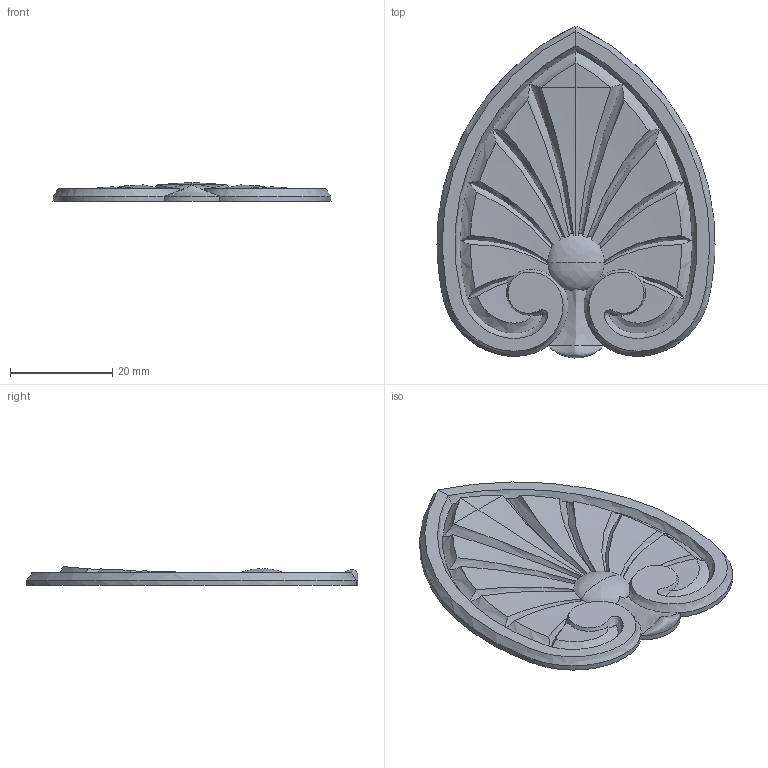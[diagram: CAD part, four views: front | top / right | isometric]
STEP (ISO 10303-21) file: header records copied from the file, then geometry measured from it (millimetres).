
FILE_DESCRIPTION(/* description */ (''),/* implementation_level */ '2;1');
FILE_NAME(/* name */ 'ANTHEM~1',/* time_stamp */ '2012-12-16T22:39:21+01:00',/* author */ (''),/* organization */ (''),/* preprocessor_version */ 'ST-DEVELOPER v14',/* originating_system */ '',/* authorisation */ '');
FILE_SCHEMA (('CONFIG_CONTROL_DESIGN'));
Length unit declared in the file: millimetre
Products named in the file (1): Document
Bounding box: 54.46 x 65.03 x 3.69 mm (x, y, z)
Volume: 6253.3 mm3; surface area: 6366.2 mm2
Topology: 1 solids, 1 shells, 58 faces, 145 edges, 83 vertices
Faces by surface type: bspline 55, plane 3
Entity records: 7321 total; most frequent: CARTESIAN_POINT 6491, ORIENTED_EDGE 278, EDGE_CURVE 139, VERTEX_POINT 83, ADVANCED_FACE 58, FACE_OUTER_BOUND 58, EDGE_LOOP 58, B_SPLINE_CURVE_WITH_KNOTS 49
